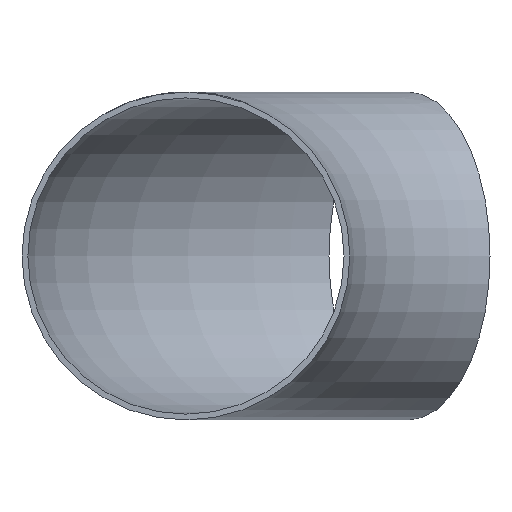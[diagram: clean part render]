
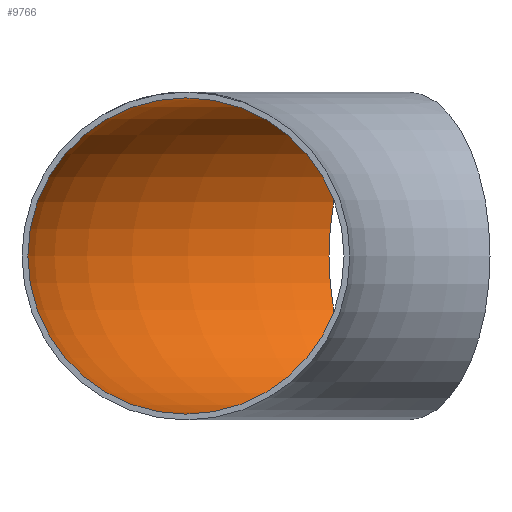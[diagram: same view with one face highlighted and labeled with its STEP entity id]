
A CAD part, front view. The second image highlights one B-rep face of the part: STEP entity #9766.
In plain terms, the highlighted toroidal (fillet/blend) face has major radius 228 mm and minor radius 81.15 mm.
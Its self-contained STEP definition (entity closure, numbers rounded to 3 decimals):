
#1785 = EDGE_CURVE ( 'NONE', #15000, #15000, #27940, .T. ) ;
#2049 = AXIS2_PLACEMENT_3D ( 'NONE', #11130, #16075, #15774 ) ;
#3589 = TOROIDAL_SURFACE ( 'NONE', #2049, 228., 81.15 ) ;
#5324 = DIRECTION ( 'NONE',  ( 0., 0., 1. ) ) ;
#6493 = VERTEX_POINT ( 'NONE', #13251 ) ;
#7409 = CARTESIAN_POINT ( 'NONE',  ( -228., 0., 0. ) ) ;
#7826 = CARTESIAN_POINT ( 'NONE',  ( -114., 197.454, 0. ) ) ;
#8754 = FACE_OUTER_BOUND ( 'NONE', #28339, .T. ) ;
#9766 = ADVANCED_FACE ( 'NONE', ( #8754, #28215 ), #3589, .F. ) ;
#9813 = ORIENTED_EDGE ( 'NONE', *, *, #1785, .T. ) ;
#9889 = DIRECTION ( 'NONE',  ( -0.5, 0.866, 0. ) ) ;
#11130 = CARTESIAN_POINT ( 'NONE',  ( 0., 0., 0. ) ) ;
#13251 = CARTESIAN_POINT ( 'NONE',  ( -228., 0., 81.15 ) ) ;
#15000 = VERTEX_POINT ( 'NONE', #23702 ) ;
#15501 = CIRCLE ( 'NONE', #18021, 81.15 ) ;
#15774 = DIRECTION ( 'NONE',  ( -1., 0., 0. ) ) ;
#16075 = DIRECTION ( 'NONE',  ( 0., 0., -1. ) ) ;
#17116 = DIRECTION ( 'NONE',  ( 0., 1., 0. ) ) ;
#17751 = EDGE_LOOP ( 'NONE', ( #23451 ) ) ;
#18021 = AXIS2_PLACEMENT_3D ( 'NONE', #7409, #17116, #5324 ) ;
#21776 = AXIS2_PLACEMENT_3D ( 'NONE', #7826, #24260, #9889 ) ;
#23451 = ORIENTED_EDGE ( 'NONE', *, *, #24296, .F. ) ;
#23702 = CARTESIAN_POINT ( 'NONE',  ( -154.575, 267.732, 0. ) ) ;
#24260 = DIRECTION ( 'NONE',  ( 0.866, 0.5, 0. ) ) ;
#24296 = EDGE_CURVE ( 'NONE', #6493, #6493, #15501, .T. ) ;
#27940 = CIRCLE ( 'NONE', #21776, 81.15 ) ;
#28215 = FACE_OUTER_BOUND ( 'NONE', #17751, .T. ) ;
#28339 = EDGE_LOOP ( 'NONE', ( #9813 ) ) ;
